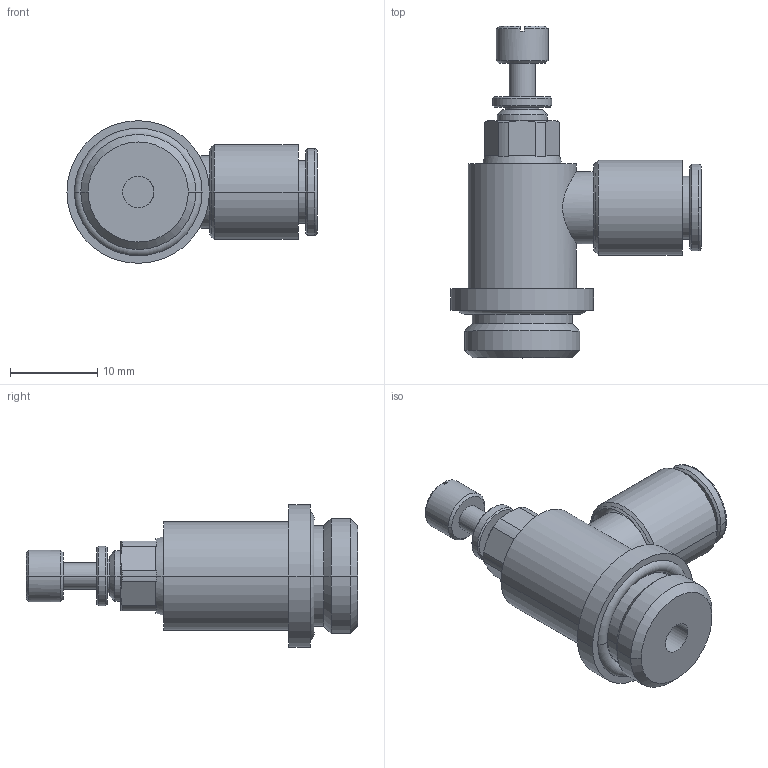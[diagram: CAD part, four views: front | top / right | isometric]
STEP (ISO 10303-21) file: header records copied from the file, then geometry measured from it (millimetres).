
FILE_DESCRIPTION(('STEP AP214'),'1');
FILE_NAME('7662_06_13.stp','2016-07-07T14:58:18',('TraceParts'),('TraceParts S.A.'),'Spatial InterOp 3D',' ',' ');
FILE_SCHEMA(('automotive_design'));
Length unit declared in the file: millimetre
Products named in the file (1): 1
Bounding box: 28.59 x 37.95 x 16.3 mm (x, y, z)
Volume: 4020.5 mm3; surface area: 2883.2 mm2
Topology: 1 solids, 1 shells, 114 faces, 272 edges, 172 vertices
Faces by surface type: cylinder 38, cone 34, plane 34, torus 8
Entity records: 3531 total; most frequent: CARTESIAN_POINT 834, DIRECTION 610, ORIENTED_EDGE 544, EDGE_CURVE 272, AXIS2_PLACEMENT_3D 258, VERTEX_POINT 172, CIRCLE 143, EDGE_LOOP 128
